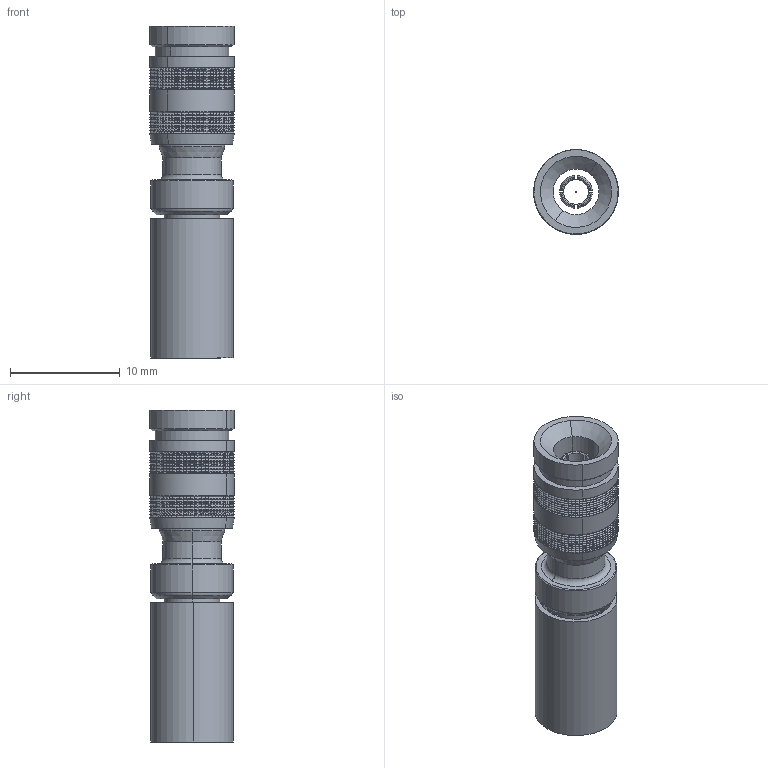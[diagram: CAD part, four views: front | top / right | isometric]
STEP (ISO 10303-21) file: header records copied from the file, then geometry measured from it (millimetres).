
FILE_DESCRIPTION (( 'STEP AP214' ), '1' );
FILE_NAME ('52-005-B6-FE.STEP', '2024-07-31T13:19:17', ( '' ), ( '' ), 'SwSTEP 2.0', 'SolidWorks 2023', '' );
FILE_SCHEMA (( 'AUTOMOTIVE_DESIGN' ));
Products named in the file (1): 52-005-B6-FE
Bounding box: 7.75 x 7.75 x 30.32 mm (x, y, z)
Surface area: 1413.9 mm2 (no closed solid volume)
Topology: 0 solids, 36 shells, 3074 faces, 9004 edges, 5891 vertices
Faces by surface type: plane 2703, cone 228, bspline 70, cylinder 65, torus 8
Entity records: 109294 total; most frequent: CARTESIAN_POINT 37200, ORIENTED_EDGE 17154, DIRECTION 11867, EDGE_CURVE 9004, VERTEX_POINT 5891, AXIS2_PLACEMENT_3D 4888, B_SPLINE_CURVE_WITH_KNOTS 4788, EDGE_LOOP 3154
